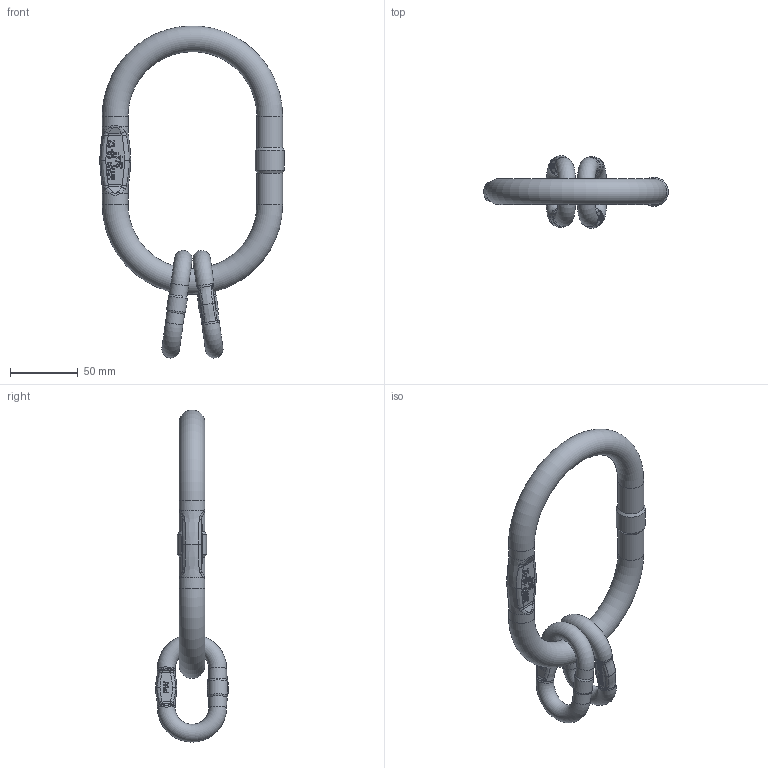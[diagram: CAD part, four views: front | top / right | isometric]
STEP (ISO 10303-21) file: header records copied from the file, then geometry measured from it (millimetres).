
FILE_DESCRIPTION(/* description */ (''),/* implementation_level */ '2;1');
FILE_NAME(/* name */ 'VLWP_2-7_8 Kundenmodell.stp',/* time_stamp */ '2022-08-25T17:12:42+02:00',/* author */ (''),/* organization */ (''),/* preprocessor_version */ 'ST-DEVELOPER v16',/* originating_system */ 'SIEMENS PLM Software NX 11.0',/* authorisation */ '');
FILE_SCHEMA (('AUTOMOTIVE_DESIGN { 1 0 10303 214 3 1 1 1 }'));
Length unit declared in the file: millimetre
Products named in the file (1): baf06442CD45u49
Bounding box: 136.15 x 53.6 x 244.83 mm (x, y, z)
Volume: 186788.7 mm3; surface area: 44398.4 mm2
Topology: 3 solids, 3 shells, 518 faces, 1294 edges, 824 vertices
Faces by surface type: plane 252, bspline 112, extrusion 111, cylinder 31, torus 6, cone 6
Full cylindrical faces by diameter (mm): 13 x4, 13.975 x2, 19 x4, 21.5 x1
Entity records: 22032 total; most frequent: CARTESIAN_POINT 11373, ORIENTED_EDGE 2522, DIRECTION 1474, EDGE_CURVE 1261, VERTEX_POINT 814, B_SPLINE_CURVE_WITH_KNOTS 733, VECTOR 618, EDGE_LOOP 589
